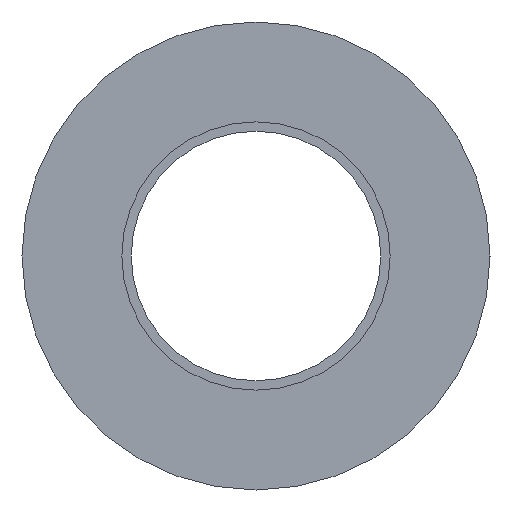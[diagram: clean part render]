
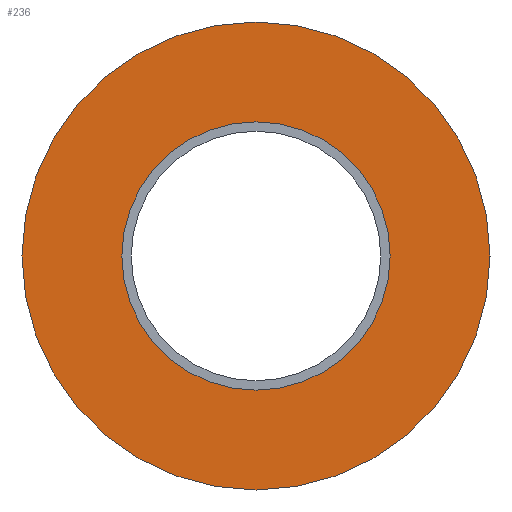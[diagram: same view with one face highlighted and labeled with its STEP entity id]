
A CAD part, left-side view. The second image highlights one B-rep face of the part: STEP entity #236.
In plain terms, the highlighted planar face has unit normal (-1, 0, 0).
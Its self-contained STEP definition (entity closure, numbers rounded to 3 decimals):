
#27 = CARTESIAN_POINT ( 'NONE',  ( 0., 0., -8.6 ) ) ;
#58 = AXIS2_PLACEMENT_3D ( 'NONE', #415, #468, #165 ) ;
#165 = DIRECTION ( 'NONE',  ( 0., 0., -1. ) ) ;
#211 = CIRCLE ( 'NONE', #58, 8.6 ) ;
#236 = ADVANCED_FACE ( 'NONE', ( #426, #397 ), #597, .T. ) ;
#324 = CARTESIAN_POINT ( 'NONE',  ( 0., 0., 0. ) ) ;
#335 = CARTESIAN_POINT ( 'NONE',  ( 0., 0., 15. ) ) ;
#346 = CIRCLE ( 'NONE', #423, 15. ) ;
#397 = FACE_OUTER_BOUND ( 'NONE', #472, .T. ) ;
#400 = AXIS2_PLACEMENT_3D ( 'NONE', #548, #600, #615 ) ;
#415 = CARTESIAN_POINT ( 'NONE',  ( 0., 0., 0. ) ) ;
#423 = AXIS2_PLACEMENT_3D ( 'NONE', #324, #573, #515 ) ;
#426 = FACE_BOUND ( 'NONE', #623, .T. ) ;
#434 = ORIENTED_EDGE ( 'NONE', *, *, #447, .T. ) ;
#447 = EDGE_CURVE ( 'NONE', #506, #506, #211, .T. ) ;
#468 = DIRECTION ( 'NONE',  ( 1., 0., 0. ) ) ;
#470 = EDGE_CURVE ( 'NONE', #609, #609, #346, .T. ) ;
#472 = EDGE_LOOP ( 'NONE', ( #570 ) ) ;
#506 = VERTEX_POINT ( 'NONE', #27 ) ;
#515 = DIRECTION ( 'NONE',  ( 0., 0., 1. ) ) ;
#548 = CARTESIAN_POINT ( 'NONE',  ( 0., 0., 0. ) ) ;
#570 = ORIENTED_EDGE ( 'NONE', *, *, #470, .T. ) ;
#573 = DIRECTION ( 'NONE',  ( -1., 0., 0. ) ) ;
#597 = PLANE ( 'NONE',  #400 ) ;
#600 = DIRECTION ( 'NONE',  ( -1., 0., 0. ) ) ;
#609 = VERTEX_POINT ( 'NONE', #335 ) ;
#615 = DIRECTION ( 'NONE',  ( 0., 0., 1. ) ) ;
#623 = EDGE_LOOP ( 'NONE', ( #434 ) ) ;
